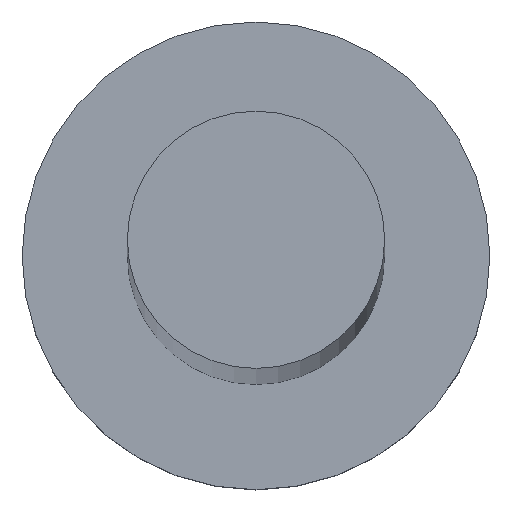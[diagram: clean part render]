
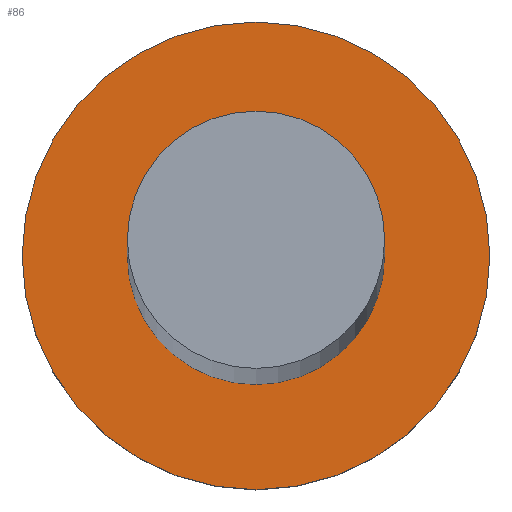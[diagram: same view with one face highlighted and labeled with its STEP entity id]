
A CAD part, top view. The second image highlights one B-rep face of the part: STEP entity #86.
In plain terms, the highlighted planar face has unit normal (0, 0, 1).
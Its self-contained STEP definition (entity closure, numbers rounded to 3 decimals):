
#9 = ORIENTED_EDGE ( 'NONE', *, *, #134, .T. ) ;
#12 = EDGE_LOOP ( 'NONE', ( #9, #244 ) ) ;
#13 = VERTEX_POINT ( 'NONE', #36 ) ;
#17 = CARTESIAN_POINT ( 'NONE',  ( 0., 0., 3. ) ) ;
#18 = FACE_BOUND ( 'NONE', #171, .T. ) ;
#25 = AXIS2_PLACEMENT_3D ( 'NONE', #17, #90, #235 ) ;
#35 = ORIENTED_EDGE ( 'NONE', *, *, #221, .F. ) ;
#36 = CARTESIAN_POINT ( 'NONE',  ( -2.75, 0., 3. ) ) ;
#39 = AXIS2_PLACEMENT_3D ( 'NONE', #97, #117, #158 ) ;
#43 = DIRECTION ( 'NONE',  ( 1., 0., 0. ) ) ;
#70 = ORIENTED_EDGE ( 'NONE', *, *, #209, .F. ) ;
#75 = FACE_OUTER_BOUND ( 'NONE', #12, .T. ) ;
#86 = ADVANCED_FACE ( 'NONE', ( #18, #75 ), #159, .T. ) ;
#90 = DIRECTION ( 'NONE',  ( 0., 0., 1. ) ) ;
#97 = CARTESIAN_POINT ( 'NONE',  ( 0., 0., 3. ) ) ;
#98 = DIRECTION ( 'NONE',  ( 0., 0., 1. ) ) ;
#99 = AXIS2_PLACEMENT_3D ( 'NONE', #249, #177, #253 ) ;
#107 = AXIS2_PLACEMENT_3D ( 'NONE', #191, #98, #179 ) ;
#109 = VERTEX_POINT ( 'NONE', #153 ) ;
#114 = CIRCLE ( 'NONE', #39, 2.75 ) ;
#116 = DIRECTION ( 'NONE',  ( 0., 0., 1. ) ) ;
#117 = DIRECTION ( 'NONE',  ( 0., 0., 1. ) ) ;
#134 = EDGE_CURVE ( 'NONE', #243, #146, #172, .T. ) ;
#141 = AXIS2_PLACEMENT_3D ( 'NONE', #216, #116, #43 ) ;
#146 = VERTEX_POINT ( 'NONE', #233 ) ;
#153 = CARTESIAN_POINT ( 'NONE',  ( 2.75, 0., 3. ) ) ;
#158 = DIRECTION ( 'NONE',  ( 1., 0., 0. ) ) ;
#159 = PLANE ( 'NONE',  #25 ) ;
#167 = CIRCLE ( 'NONE', #107, 2.75 ) ;
#171 = EDGE_LOOP ( 'NONE', ( #70, #35 ) ) ;
#172 = CIRCLE ( 'NONE', #99, 5. ) ;
#177 = DIRECTION ( 'NONE',  ( 0., 0., 1. ) ) ;
#179 = DIRECTION ( 'NONE',  ( 1., 0., 0. ) ) ;
#191 = CARTESIAN_POINT ( 'NONE',  ( 0., 0., 3. ) ) ;
#209 = EDGE_CURVE ( 'NONE', #13, #109, #114, .T. ) ;
#216 = CARTESIAN_POINT ( 'NONE',  ( 0., 0., 3. ) ) ;
#221 = EDGE_CURVE ( 'NONE', #109, #13, #167, .T. ) ;
#224 = EDGE_CURVE ( 'NONE', #146, #243, #252, .T. ) ;
#233 = CARTESIAN_POINT ( 'NONE',  ( 5., 0., 3. ) ) ;
#235 = DIRECTION ( 'NONE',  ( 1., 0., 0. ) ) ;
#243 = VERTEX_POINT ( 'NONE', #255 ) ;
#244 = ORIENTED_EDGE ( 'NONE', *, *, #224, .T. ) ;
#249 = CARTESIAN_POINT ( 'NONE',  ( 0., 0., 3. ) ) ;
#252 = CIRCLE ( 'NONE', #141, 5. ) ;
#253 = DIRECTION ( 'NONE',  ( 1., 0., 0. ) ) ;
#255 = CARTESIAN_POINT ( 'NONE',  ( -5., 0., 3. ) ) ;
